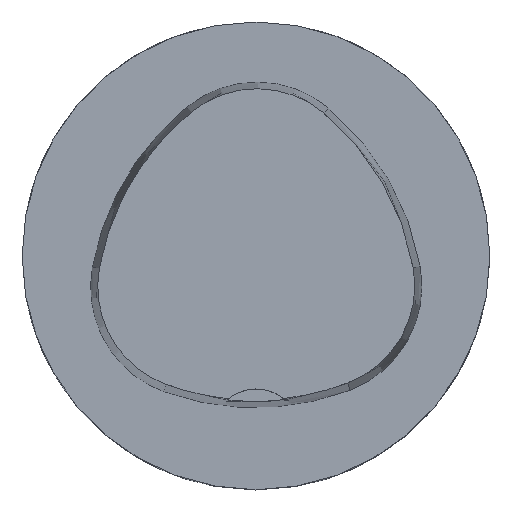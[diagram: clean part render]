
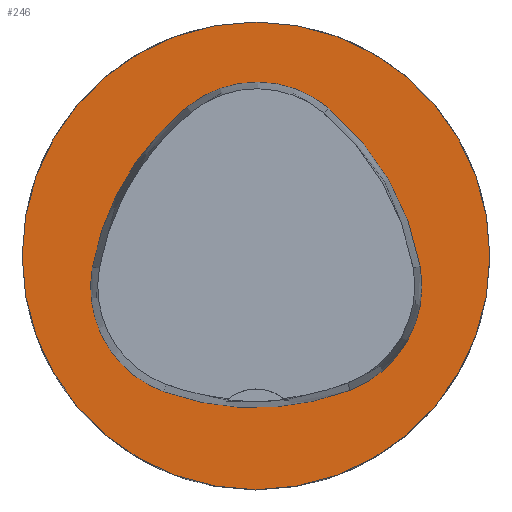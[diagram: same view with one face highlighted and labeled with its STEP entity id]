
A CAD part, top view. The second image highlights one B-rep face of the part: STEP entity #246.
In plain terms, the highlighted planar face has unit normal (0, 0, 1).
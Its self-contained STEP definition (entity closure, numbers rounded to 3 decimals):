
#246=ADVANCED_FACE('',(#498,#499),#302,.T.);
#302=PLANE('',#1442);
#498=FACE_BOUND('',#550,.T.);
#499=FACE_BOUND('',#551,.T.);
#550=EDGE_LOOP('',(#789,#790,#791,#792,#793,#794));
#551=EDGE_LOOP('',(#795));
#789=ORIENTED_EDGE('',*,*,#1183,.T.);
#790=ORIENTED_EDGE('',*,*,#1163,.T.);
#791=ORIENTED_EDGE('',*,*,#1167,.T.);
#792=ORIENTED_EDGE('',*,*,#1170,.T.);
#793=ORIENTED_EDGE('',*,*,#1173,.T.);
#794=ORIENTED_EDGE('',*,*,#1181,.T.);
#795=ORIENTED_EDGE('',*,*,#1154,.F.);
#1017=VERTEX_POINT('',#2218);
#1026=VERTEX_POINT('',#2237);
#1027=VERTEX_POINT('',#2238);
#1030=VERTEX_POINT('',#2246);
#1032=VERTEX_POINT('',#2252);
#1034=VERTEX_POINT('',#2258);
#1041=VERTEX_POINT('',#2279);
#1154=EDGE_CURVE('',#1017,#1017,#1241,.T.);
#1163=EDGE_CURVE('',#1026,#1027,#1242,.T.);
#1167=EDGE_CURVE('',#1027,#1030,#1244,.T.);
#1170=EDGE_CURVE('',#1030,#1032,#1246,.T.);
#1173=EDGE_CURVE('',#1032,#1034,#1248,.T.);
#1181=EDGE_CURVE('',#1034,#1041,#1252,.T.);
#1183=EDGE_CURVE('',#1041,#1026,#1254,.T.);
#1241=CIRCLE('',#1414,31.5);
#1242=CIRCLE('',#1420,36.);
#1244=CIRCLE('',#1423,15.);
#1246=CIRCLE('',#1426,36.);
#1248=CIRCLE('',#1429,15.);
#1252=CIRCLE('',#1434,36.);
#1254=CIRCLE('',#1437,15.);
#1414=AXIS2_PLACEMENT_3D('',#2217,#1691,#1692);
#1420=AXIS2_PLACEMENT_3D('',#2236,#1707,#1708);
#1423=AXIS2_PLACEMENT_3D('',#2245,#1715,#1716);
#1426=AXIS2_PLACEMENT_3D('',#2251,#1722,#1723);
#1429=AXIS2_PLACEMENT_3D('',#2257,#1729,#1730);
#1434=AXIS2_PLACEMENT_3D('',#2280,#1741,#1742);
#1437=AXIS2_PLACEMENT_3D('',#2283,#1747,#1748);
#1442=AXIS2_PLACEMENT_3D('',#2288,#1757,#1758);
#1691=DIRECTION('',(0.,0.,-1.));
#1692=DIRECTION('',(-1.,0.,0.));
#1707=DIRECTION('',(0.,0.,-1.));
#1708=DIRECTION('',(-1.,0.,0.));
#1715=DIRECTION('',(0.,0.,-1.));
#1716=DIRECTION('',(-1.,0.,0.));
#1722=DIRECTION('',(0.,0.,-1.));
#1723=DIRECTION('',(-1.,0.,0.));
#1729=DIRECTION('',(0.,0.,-1.));
#1730=DIRECTION('',(-1.,0.,0.));
#1741=DIRECTION('',(0.,0.,-1.));
#1742=DIRECTION('',(-1.,0.,0.));
#1747=DIRECTION('',(0.,0.,-1.));
#1748=DIRECTION('',(-1.,0.,0.));
#1757=DIRECTION('',(0.,0.,1.));
#1758=DIRECTION('',(1.,0.,0.));
#2217=CARTESIAN_POINT('',(0.,0.,
0.));
#2218=CARTESIAN_POINT('',(-31.5,0.,0.));
#2236=CARTESIAN_POINT('',(13.398,-7.893,0.));
#2237=CARTESIAN_POINT('',(-22.041,-1.562,0.));
#2238=CARTESIAN_POINT('',(-9.317,20.036,0.));
#2245=CARTESIAN_POINT('',(0.148,8.399,0.));
#2246=CARTESIAN_POINT('',(9.779,19.898,0.));
#2251=CARTESIAN_POINT('',(-13.337,-7.7,0.));
#2252=CARTESIAN_POINT('',(22.122,-1.48,0.));
#2257=CARTESIAN_POINT('',(7.347,-4.071,0.));
#2258=CARTESIAN_POINT('',(12.693,-18.087,0.));
#2279=CARTESIAN_POINT('',(-12.373,-18.307,0.));
#2280=CARTESIAN_POINT('',(-0.137,15.55,0.));
#2283=CARTESIAN_POINT('',(-7.275,-4.2,0.));
#2288=CARTESIAN_POINT('',(0.,0.,
0.));
